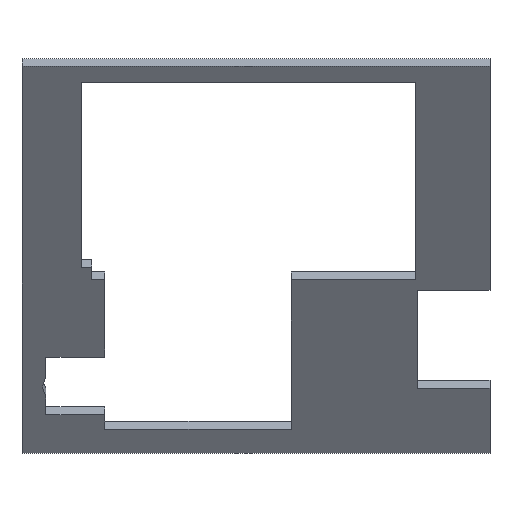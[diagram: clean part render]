
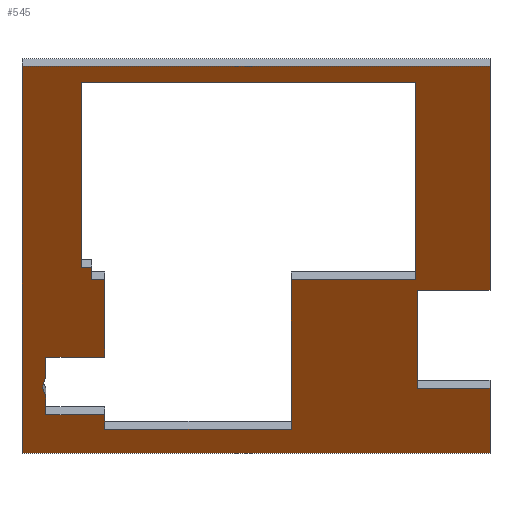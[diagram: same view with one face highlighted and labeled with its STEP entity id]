
A CAD part, left-side view. The second image highlights one B-rep face of the part: STEP entity #545.
In plain terms, the highlighted planar face has unit normal (-0.809, 0, -0.587).
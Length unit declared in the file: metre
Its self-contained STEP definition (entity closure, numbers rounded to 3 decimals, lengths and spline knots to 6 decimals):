
#125=ORIENTED_EDGE('',*,*,#232,.T.);
#126=ORIENTED_EDGE('',*,*,#233,.F.);
#127=ORIENTED_EDGE('',*,*,#189,.F.);
#128=ORIENTED_EDGE('',*,*,#223,.F.);
#129=ORIENTED_EDGE('',*,*,#230,.T.);
#130=ORIENTED_EDGE('',*,*,#228,.T.);
#131=ORIENTED_EDGE('',*,*,#226,.F.);
#132=ORIENTED_EDGE('',*,*,#234,.T.);
#133=ORIENTED_EDGE('',*,*,#190,.T.);
#134=ORIENTED_EDGE('',*,*,#231,.T.);
#135=ORIENTED_EDGE('',*,*,#221,.T.);
#136=ORIENTED_EDGE('',*,*,#219,.T.);
#137=ORIENTED_EDGE('',*,*,#217,.T.);
#138=ORIENTED_EDGE('',*,*,#215,.T.);
#139=ORIENTED_EDGE('',*,*,#213,.F.);
#140=ORIENTED_EDGE('',*,*,#211,.F.);
#141=ORIENTED_EDGE('',*,*,#209,.F.);
#142=ORIENTED_EDGE('',*,*,#207,.T.);
#143=ORIENTED_EDGE('',*,*,#205,.T.);
#144=ORIENTED_EDGE('',*,*,#203,.T.);
#145=ORIENTED_EDGE('',*,*,#201,.T.);
#146=ORIENTED_EDGE('',*,*,#199,.F.);
#147=ORIENTED_EDGE('',*,*,#197,.T.);
#148=ORIENTED_EDGE('',*,*,#195,.F.);
#149=ORIENTED_EDGE('',*,*,#193,.F.);
#189=EDGE_CURVE('',#263,#262,#314,.T.);
#190=EDGE_CURVE('',#264,#265,#315,.T.);
#193=EDGE_CURVE('',#264,#266,#318,.T.);
#195=EDGE_CURVE('',#266,#267,#320,.T.);
#197=EDGE_CURVE('',#268,#267,#322,.T.);
#199=EDGE_CURVE('',#268,#269,#324,.T.);
#201=EDGE_CURVE('',#270,#269,#326,.T.);
#203=EDGE_CURVE('',#271,#270,#328,.T.);
#205=EDGE_CURVE('',#272,#271,#330,.T.);
#207=EDGE_CURVE('',#273,#272,#332,.T.);
#209=EDGE_CURVE('',#273,#274,#334,.T.);
#211=EDGE_CURVE('',#274,#275,#336,.T.);
#213=EDGE_CURVE('',#275,#276,#338,.T.);
#215=EDGE_CURVE('',#277,#276,#340,.T.);
#217=EDGE_CURVE('',#278,#277,#342,.T.);
#219=EDGE_CURVE('',#279,#278,#344,.T.);
#221=EDGE_CURVE('',#280,#279,#346,.T.);
#223=EDGE_CURVE('',#281,#263,#348,.T.);
#226=EDGE_CURVE('',#282,#283,#351,.T.);
#228=EDGE_CURVE('',#284,#283,#353,.T.);
#230=EDGE_CURVE('',#281,#284,#355,.T.);
#231=EDGE_CURVE('',#265,#280,#356,.T.);
#232=EDGE_CURVE('',#285,#286,#357,.T.);
#233=EDGE_CURVE('',#262,#286,#358,.T.);
#234=EDGE_CURVE('',#282,#285,#359,.T.);
#262=VERTEX_POINT('',#774);
#263=VERTEX_POINT('',#776);
#264=VERTEX_POINT('',#780);
#265=VERTEX_POINT('',#781);
#266=VERTEX_POINT('',#786);
#267=VERTEX_POINT('',#790);
#268=VERTEX_POINT('',#794);
#269=VERTEX_POINT('',#798);
#270=VERTEX_POINT('',#802);
#271=VERTEX_POINT('',#806);
#272=VERTEX_POINT('',#810);
#273=VERTEX_POINT('',#814);
#274=VERTEX_POINT('',#818);
#275=VERTEX_POINT('',#822);
#276=VERTEX_POINT('',#826);
#277=VERTEX_POINT('',#830);
#278=VERTEX_POINT('',#834);
#279=VERTEX_POINT('',#838);
#280=VERTEX_POINT('',#842);
#281=VERTEX_POINT('',#846);
#282=VERTEX_POINT('',#850);
#283=VERTEX_POINT('',#852);
#284=VERTEX_POINT('',#856);
#285=VERTEX_POINT('',#864);
#286=VERTEX_POINT('',#865);
#314=LINE('',#777,#389);
#315=LINE('',#779,#390);
#318=LINE('',#785,#393);
#320=LINE('',#789,#395);
#322=LINE('',#793,#397);
#324=LINE('',#797,#399);
#326=LINE('',#801,#401);
#328=LINE('',#805,#403);
#330=LINE('',#809,#405);
#332=LINE('',#813,#407);
#334=LINE('',#817,#409);
#336=LINE('',#821,#411);
#338=LINE('',#825,#413);
#340=LINE('',#829,#415);
#342=LINE('',#833,#417);
#344=LINE('',#837,#419);
#346=LINE('',#841,#421);
#348=LINE('',#845,#423);
#351=LINE('',#851,#426);
#353=LINE('',#855,#428);
#355=LINE('',#859,#430);
#356=LINE('',#861,#431);
#357=LINE('',#863,#432);
#358=LINE('',#866,#433);
#359=LINE('',#867,#434);
#389=VECTOR('',#622,1.);
#390=VECTOR('',#625,1.);
#393=VECTOR('',#630,1.);
#395=VECTOR('',#634,1.);
#397=VECTOR('',#638,1.);
#399=VECTOR('',#642,1.);
#401=VECTOR('',#646,1.);
#403=VECTOR('',#650,1.);
#405=VECTOR('',#654,1.);
#407=VECTOR('',#658,1.);
#409=VECTOR('',#662,1.);
#411=VECTOR('',#666,1.);
#413=VECTOR('',#670,1.);
#415=VECTOR('',#674,1.);
#417=VECTOR('',#678,1.);
#419=VECTOR('',#682,1.);
#421=VECTOR('',#686,1.);
#423=VECTOR('',#690,1.);
#426=VECTOR('',#695,1.);
#428=VECTOR('',#699,1.);
#430=VECTOR('',#703,1.);
#431=VECTOR('',#706,1.);
#432=VECTOR('',#709,1.);
#433=VECTOR('',#710,1.);
#434=VECTOR('',#711,1.);
#461=EDGE_LOOP('',(#125,#126,#127,#128,#129,#130,#131,#132));
#462=EDGE_LOOP('',(#133,#134,#135,#136,#137,#138,#139,#140,#141,#142,#143,#144,#145,#146,#147,#148,#149));
#490=FACE_BOUND('',#461,.T.);
#491=FACE_BOUND('',#462,.T.);
#518=PLANE('',#585);
#545=ADVANCED_FACE('',(#490,#491),#518,.F.);
#585=AXIS2_PLACEMENT_3D('',#862,#707,#708);
#622=DIRECTION('',(0.587,0.,-0.809));
#625=DIRECTION('',(0.,1.,0.));
#630=DIRECTION('',(0.587,0.,-0.809));
#634=DIRECTION('',(0.,-1.,0.));
#638=DIRECTION('',(0.587,0.,-0.809));
#642=DIRECTION('',(0.,-1.,0.));
#646=DIRECTION('',(0.587,0.,-0.809));
#650=DIRECTION('',(0.,-1.,0.));
#654=DIRECTION('',(-0.587,0.,0.809));
#658=DIRECTION('',(0.,1.,0.));
#662=DIRECTION('',(0.587,0.,-0.809));
#666=DIRECTION('',(0.,-1.,0.));
#670=DIRECTION('',(0.587,0.,-0.809));
#674=DIRECTION('',(0.,-1.,0.));
#678=DIRECTION('',(-0.587,0.,0.809));
#682=DIRECTION('',(-0.572,-0.231,0.787));
#686=DIRECTION('',(-0.569,0.251,0.783));
#690=DIRECTION('',(0.,-1.,0.));
#695=DIRECTION('',(0.587,0.,-0.809));
#699=DIRECTION('',(0.,-1.,0.));
#703=DIRECTION('',(0.587,0.,-0.809));
#706=DIRECTION('',(-0.587,0.,0.809));
#707=DIRECTION('',(0.809,0.,0.587));
#708=DIRECTION('',(0.587,0.,-0.809));
#709=DIRECTION('',(-0.587,0.,0.809));
#710=DIRECTION('',(0.,1.,0.));
#711=DIRECTION('',(0.,1.,0.));
#774=CARTESIAN_POINT('',(0.032631,-0.05225,0.061579));
#776=CARTESIAN_POINT('',(-0.003642,-0.05225,0.111552));
#777=CARTESIAN_POINT('',(0.027711,-0.05225,0.068356));
#779=CARTESIAN_POINT('',(0.052796,0.040363,0.033797));
#780=CARTESIAN_POINT('',(0.052796,0.033784,0.033797));
#781=CARTESIAN_POINT('',(0.052796,0.046943,0.033797));
#785=CARTESIAN_POINT('',(0.05398,0.033784,0.032166));
#786=CARTESIAN_POINT('',(0.055165,0.033784,0.030534));
#789=CARTESIAN_POINT('',(0.055165,0.012943,0.030534));
#790=CARTESIAN_POINT('',(0.055165,-0.007897,0.030534));
#793=CARTESIAN_POINT('',(0.043053,-0.007897,0.04722));
#794=CARTESIAN_POINT('',(0.030942,-0.007897,0.063906));
#797=CARTESIAN_POINT('',(0.030942,-0.021764,0.063906));
#798=CARTESIAN_POINT('',(0.030942,-0.03563,0.063906));
#801=CARTESIAN_POINT('',(0.029919,-0.03563,0.065315));
#802=CARTESIAN_POINT('',(-0.0011,-0.03563,0.10805));
#805=CARTESIAN_POINT('',(-0.0011,-0.000923,0.10805));
#806=CARTESIAN_POINT('',(-0.0011,0.039066,0.10805));
#809=CARTESIAN_POINT('',(0.013898,0.039066,0.087387));
#810=CARTESIAN_POINT('',(0.028896,0.039066,0.066725));
#813=CARTESIAN_POINT('',(0.028896,0.037884,0.066725));
#814=CARTESIAN_POINT('',(0.028896,0.036702,0.066725));
#817=CARTESIAN_POINT('',(0.029919,0.036702,0.065315));
#818=CARTESIAN_POINT('',(0.030942,0.036702,0.063906));
#821=CARTESIAN_POINT('',(0.030942,0.035243,0.063906));
#822=CARTESIAN_POINT('',(0.030942,0.033784,0.063906));
#825=CARTESIAN_POINT('',(0.037193,0.033784,0.055294));
#826=CARTESIAN_POINT('',(0.043444,0.033784,0.046682));
#829=CARTESIAN_POINT('',(0.043444,0.040363,0.046682));
#830=CARTESIAN_POINT('',(0.043444,0.046943,0.046682));
#833=CARTESIAN_POINT('',(0.044992,0.046943,0.044549));
#834=CARTESIAN_POINT('',(0.04654,0.046943,0.042416));
#837=CARTESIAN_POINT('',(0.047422,0.047299,0.041201));
#838=CARTESIAN_POINT('',(0.048305,0.047656,0.039985));
#841=CARTESIAN_POINT('',(0.049111,0.047299,0.038874));
#842=CARTESIAN_POINT('',(0.049917,0.046943,0.037764));
#845=CARTESIAN_POINT('',(-0.003642,0.,0.111552));
#846=CARTESIAN_POINT('',(-0.003642,0.05225,0.111552));
#850=CARTESIAN_POINT('',(0.048491,-0.05225,0.039728));
#851=CARTESIAN_POINT('',(0.027711,-0.05225,0.068356));
#852=CARTESIAN_POINT('',(0.059065,-0.05225,0.025161));
#855=CARTESIAN_POINT('',(0.059065,0.,0.025161));
#856=CARTESIAN_POINT('',(0.059065,0.05225,0.025161));
#859=CARTESIAN_POINT('',(0.027711,0.05225,0.068356));
#861=CARTESIAN_POINT('',(0.051356,0.046943,0.035781));
#862=CARTESIAN_POINT('',(0.027711,0.,0.068356));
#863=CARTESIAN_POINT('',(0.027711,-0.03605,0.068356));
#864=CARTESIAN_POINT('',(0.048491,-0.03605,0.039728));
#865=CARTESIAN_POINT('',(0.032631,-0.03605,0.061579));
#866=CARTESIAN_POINT('',(0.032631,0.,0.061579));
#867=CARTESIAN_POINT('',(0.048491,0.,0.039728));
